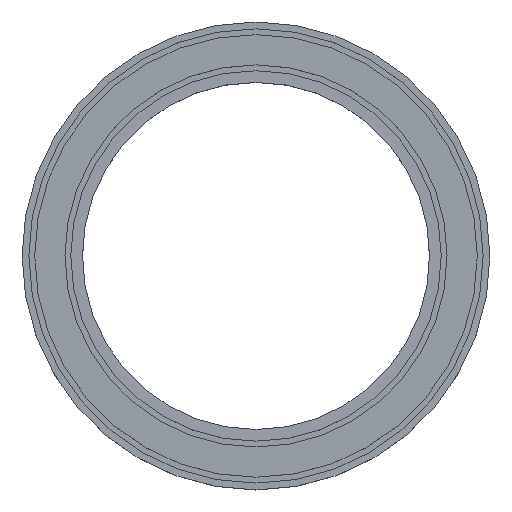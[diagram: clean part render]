
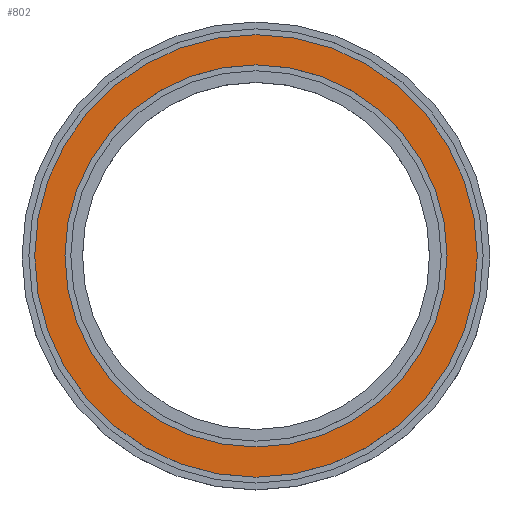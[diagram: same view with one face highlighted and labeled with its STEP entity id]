
A CAD part, top view. The second image highlights one B-rep face of the part: STEP entity #802.
In plain terms, the highlighted planar face has unit normal (0, 0, 1).
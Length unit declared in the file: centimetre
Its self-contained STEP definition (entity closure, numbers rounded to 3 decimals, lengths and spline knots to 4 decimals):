
#21 = AXIS2_PLACEMENT_3D ( 'NONE', #251, #718, #144 ) ;
#25 = CIRCLE ( 'NONE', #136, 2.27 ) ;
#34 = CIRCLE ( 'NONE', #402, 1.96 ) ;
#35 = VERTEX_POINT ( 'NONE', #488 ) ;
#47 = CIRCLE ( 'NONE', #21, 1.96 ) ;
#66 = EDGE_CURVE ( 'NONE', #452, #562, #25, .T. ) ;
#97 = CARTESIAN_POINT ( 'NONE',  ( 2.27, 0., 0.455 ) ) ;
#121 = CARTESIAN_POINT ( 'NONE',  ( -2.27, 0., 0.455 ) ) ;
#123 = EDGE_CURVE ( 'NONE', #562, #452, #332, .T. ) ;
#136 = AXIS2_PLACEMENT_3D ( 'NONE', #426, #290, #292 ) ;
#137 = FACE_BOUND ( 'NONE', #330, .T. ) ;
#144 = DIRECTION ( 'NONE',  ( 1., 0., 0. ) ) ;
#237 = DIRECTION ( 'NONE',  ( 1., 0., 0. ) ) ;
#251 = CARTESIAN_POINT ( 'NONE',  ( 0., 0., 0.455 ) ) ;
#269 = PLANE ( 'NONE',  #390 ) ;
#281 = EDGE_CURVE ( 'NONE', #35, #650, #47, .T. ) ;
#290 = DIRECTION ( 'NONE',  ( 0., 0., 1. ) ) ;
#292 = DIRECTION ( 'NONE',  ( 1., 0., 0. ) ) ;
#293 = CARTESIAN_POINT ( 'NONE',  ( 0., 0., 0.455 ) ) ;
#298 = ORIENTED_EDGE ( 'NONE', *, *, #281, .F. ) ;
#299 = EDGE_LOOP ( 'NONE', ( #669, #726 ) ) ;
#306 = FACE_OUTER_BOUND ( 'NONE', #299, .T. ) ;
#324 = CARTESIAN_POINT ( 'NONE',  ( -1.96, 0., 0.455 ) ) ;
#330 = EDGE_LOOP ( 'NONE', ( #443, #298 ) ) ;
#332 = CIRCLE ( 'NONE', #394, 2.27 ) ;
#333 = DIRECTION ( 'NONE',  ( 0., 0., 1. ) ) ;
#390 = AXIS2_PLACEMENT_3D ( 'NONE', #854, #333, #801 ) ;
#394 = AXIS2_PLACEMENT_3D ( 'NONE', #704, #775, #237 ) ;
#402 = AXIS2_PLACEMENT_3D ( 'NONE', #293, #500, #489 ) ;
#426 = CARTESIAN_POINT ( 'NONE',  ( 0., 0., 0.455 ) ) ;
#443 = ORIENTED_EDGE ( 'NONE', *, *, #505, .F. ) ;
#452 = VERTEX_POINT ( 'NONE', #97 ) ;
#488 = CARTESIAN_POINT ( 'NONE',  ( 1.96, 0., 0.455 ) ) ;
#489 = DIRECTION ( 'NONE',  ( 1., 0., 0. ) ) ;
#500 = DIRECTION ( 'NONE',  ( 0., 0., 1. ) ) ;
#505 = EDGE_CURVE ( 'NONE', #650, #35, #34, .T. ) ;
#562 = VERTEX_POINT ( 'NONE', #121 ) ;
#650 = VERTEX_POINT ( 'NONE', #324 ) ;
#669 = ORIENTED_EDGE ( 'NONE', *, *, #123, .T. ) ;
#704 = CARTESIAN_POINT ( 'NONE',  ( 0., 0., 0.455 ) ) ;
#718 = DIRECTION ( 'NONE',  ( 0., 0., 1. ) ) ;
#726 = ORIENTED_EDGE ( 'NONE', *, *, #66, .T. ) ;
#775 = DIRECTION ( 'NONE',  ( 0., 0., 1. ) ) ;
#801 = DIRECTION ( 'NONE',  ( 1., 0., 0. ) ) ;
#802 = ADVANCED_FACE ( 'NONE', ( #306, #137 ), #269, .T. ) ;
#854 = CARTESIAN_POINT ( 'NONE',  ( 0., 0., 0.455 ) ) ;
